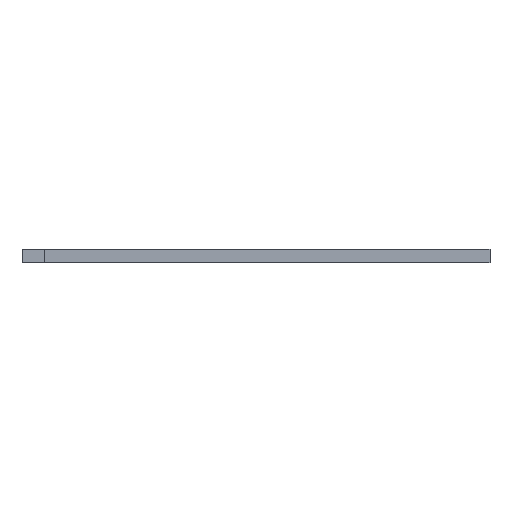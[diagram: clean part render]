
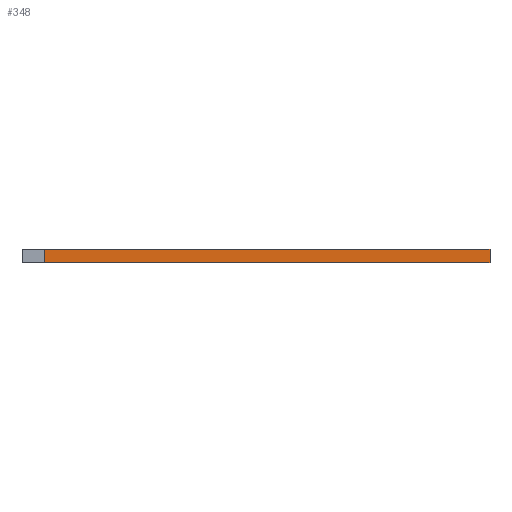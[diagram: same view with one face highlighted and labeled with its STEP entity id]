
A CAD part, left-side view. The second image highlights one B-rep face of the part: STEP entity #348.
In plain terms, the highlighted planar face has unit normal (-1, 0, 0).
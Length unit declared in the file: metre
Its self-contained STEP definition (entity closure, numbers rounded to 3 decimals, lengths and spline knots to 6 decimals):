
#348 = ADVANCED_FACE( '', ( #717 ), #718, .T. );
#717 = FACE_OUTER_BOUND( '', #1082, .T. );
#718 = PLANE( '', #1083 );
#1082 = EDGE_LOOP( '', ( #2157, #2158, #2159, #2160 ) );
#1083 = AXIS2_PLACEMENT_3D( '', #2161, #2162, #2163 );
#2157 = ORIENTED_EDGE( '', *, *, #2273, .F. );
#2158 = ORIENTED_EDGE( '', *, *, #2498, .F. );
#2159 = ORIENTED_EDGE( '', *, *, #2581, .T. );
#2160 = ORIENTED_EDGE( '', *, *, #2431, .T. );
#2161 = CARTESIAN_POINT( '', ( 0.00489, -0.03338, 0.003175 ) );
#2162 = DIRECTION( '', ( -1., 0., 0. ) );
#2163 = DIRECTION( '', ( 0., 0., 1. ) );
#2273 = EDGE_CURVE( '', #2772, #2774, #2775, .T. );
#2431 = EDGE_CURVE( '', #3035, #2774, #3036, .T. );
#2498 = EDGE_CURVE( '', #3125, #2772, #3127, .T. );
#2581 = EDGE_CURVE( '', #3125, #3035, #3233, .T. );
#2772 = VERTEX_POINT( '', #3489 );
#2774 = VERTEX_POINT( '', #3492 );
#2775 = LINE( '', #3493, #3494 );
#3035 = VERTEX_POINT( '', #3847 );
#3036 = LINE( '', #3848, #3849 );
#3125 = VERTEX_POINT( '', #3976 );
#3127 = LINE( '', #3979, #3980 );
#3233 = LINE( '', #4129, #4130 );
#3489 = CARTESIAN_POINT( '', ( 0.00489, -0.076742, 0. ) );
#3492 = CARTESIAN_POINT( '', ( 0.00489, 0.024858, 0. ) );
#3493 = CARTESIAN_POINT( '', ( 0.00489, -0.03338, 0. ) );
#3494 = VECTOR( '', #4294, 1. );
#3847 = CARTESIAN_POINT( '', ( 0.00489, 0.024858, 0.003175 ) );
#3848 = CARTESIAN_POINT( '', ( 0.00489, 0.024858, 0.003175 ) );
#3849 = VECTOR( '', #4502, 1. );
#3976 = CARTESIAN_POINT( '', ( 0.00489, -0.076742, 0.003175 ) );
#3979 = CARTESIAN_POINT( '', ( 0.00489, -0.076742, 0.003175 ) );
#3980 = VECTOR( '', #4560, 1. );
#4129 = CARTESIAN_POINT( '', ( 0.00489, -0.03338, 0.003175 ) );
#4130 = VECTOR( '', #4631, 1. );
#4294 = DIRECTION( '', ( 0., 1., 0. ) );
#4502 = DIRECTION( '', ( 0., 0., -1. ) );
#4560 = DIRECTION( '', ( 0., 0., -1. ) );
#4631 = DIRECTION( '', ( 0., 1., 0. ) );
